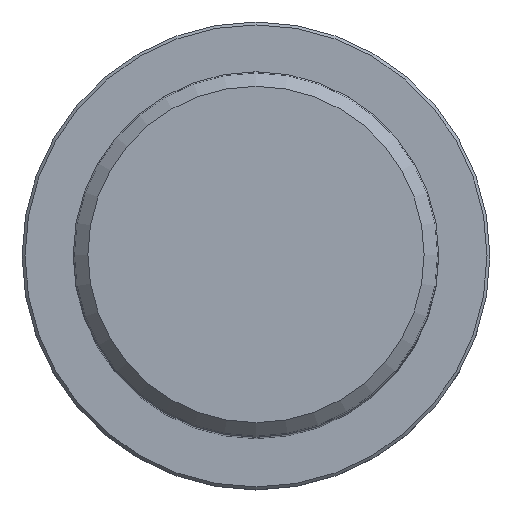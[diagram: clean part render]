
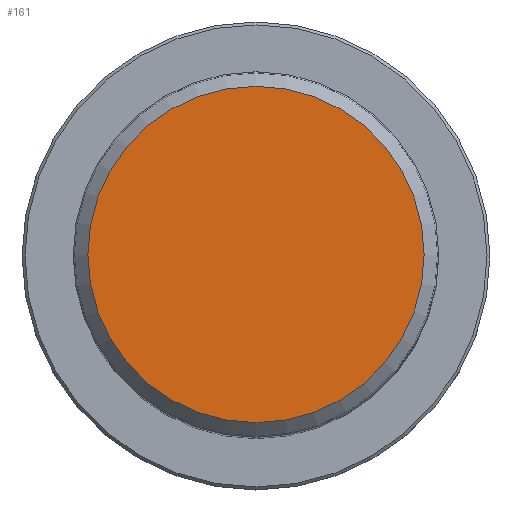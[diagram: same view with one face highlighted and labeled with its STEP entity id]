
A CAD part, top view. The second image highlights one B-rep face of the part: STEP entity #161.
In plain terms, the highlighted planar face has unit normal (0, 0, 1).
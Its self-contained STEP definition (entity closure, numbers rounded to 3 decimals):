
#95=PLANE('',#453);
#98=FACE_OUTER_BOUND('',#261,.T.);
#161=ADVANCED_FACE('',(#98),#95,.F.);
#261=EDGE_LOOP('',(#315));
#315=ORIENTED_EDGE('',*,*,#385,.T.);
#358=VERTEX_POINT('',#678);
#385=EDGE_CURVE('',#358,#358,#411,.T.);
#411=CIRCLE('',#452,11.5);
#452=AXIS2_PLACEMENT_3D('',#677,#535,#536);
#453=AXIS2_PLACEMENT_3D('',#679,#537,#538);
#535=DIRECTION('',(0.,0.,1.));
#536=DIRECTION('',(0.,1.,0.));
#537=DIRECTION('',(0.,0.,-1.));
#538=DIRECTION('',(0.,-1.,0.));
#677=CARTESIAN_POINT('',(0.,0.,56.));
#678=CARTESIAN_POINT('',(0.,11.5,56.));
#679=CARTESIAN_POINT('',(-11.5,0.,56.));
